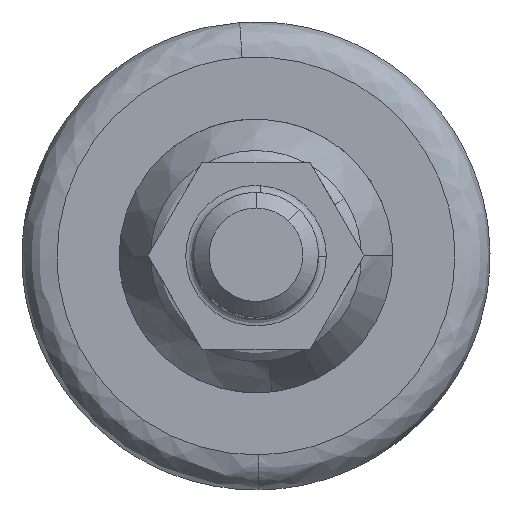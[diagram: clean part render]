
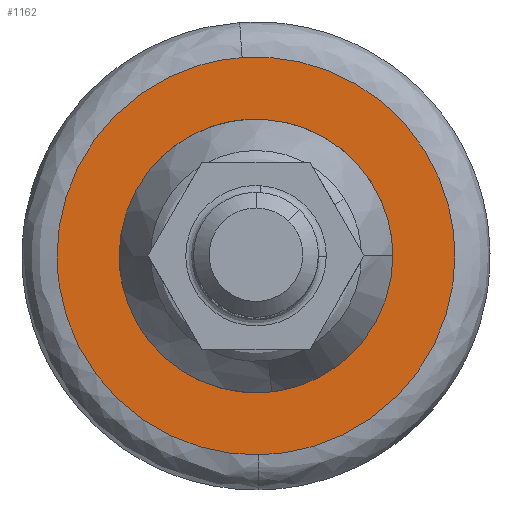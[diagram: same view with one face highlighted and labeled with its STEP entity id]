
A CAD part, top view. The second image highlights one B-rep face of the part: STEP entity #1162.
In plain terms, the highlighted free-form (B-spline) face has degree [1, 1] with [2, 2] control points.
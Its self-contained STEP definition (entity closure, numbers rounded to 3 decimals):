
#731=CARTESIAN_POINT('',(1.071,-17.512,9.0));
#732=VERTEX_POINT('',#731);
#738=CARTESIAN_POINT('',(17.545,0.0,9.0));
#739=VERTEX_POINT('',#738);
#740=CARTESIAN_POINT('',(17.545,0.0,9.0));
#741=CARTESIAN_POINT('',(17.545,-16.504,9.));
#742=CARTESIAN_POINT('',(1.071,-17.512,9.0));
#750=(BOUNDED_CURVE()B_SPLINE_CURVE(2,(#740,#741,#742),.UNSPECIFIED.,.F.,.U.)B_SPLINE_CURVE_WITH_KNOTS((3,3),(0.5,0.739),.UNSPECIFIED.)CURVE()GEOMETRIC_REPRESENTATION_ITEM()RATIONAL_B_SPLINE_CURVE((1.0,0.72,0.976))REPRESENTATION_ITEM(''));
#751=EDGE_CURVE('',#739,#732,#750,.T.);
#753=CARTESIAN_POINT('',(-2.071,17.422,9.0));
#754=VERTEX_POINT('',#753);
#755=CARTESIAN_POINT('',(-2.071,17.422,9.0));
#756=CARTESIAN_POINT('',(-1.039,17.545,9.));
#757=CARTESIAN_POINT('',(0.0,17.545,9.0));
#758=CARTESIAN_POINT('',(17.545,17.545,9.0));
#759=CARTESIAN_POINT('',(17.545,0.0,9.0));
#767=(BOUNDED_CURVE()B_SPLINE_CURVE(2,(#755,#756,#757,#758,#759),.UNSPECIFIED.,.F.,.U.)B_SPLINE_CURVE_WITH_KNOTS((3,2,3),(0.23,0.25,0.5),.UNSPECIFIED.)CURVE()GEOMETRIC_REPRESENTATION_ITEM()RATIONAL_B_SPLINE_CURVE((0.956,0.976,1.0,0.707,1.0))REPRESENTATION_ITEM(''));
#768=EDGE_CURVE('',#754,#739,#767,.T.);
#812=CARTESIAN_POINT('',(-17.545,0.0,9.0));
#813=VERTEX_POINT('',#812);
#814=CARTESIAN_POINT('',(-17.545,0.0,9.0));
#815=CARTESIAN_POINT('',(-17.545,15.583,9.0));
#816=CARTESIAN_POINT('',(-2.071,17.422,9.0));
#824=(BOUNDED_CURVE()B_SPLINE_CURVE(2,(#814,#815,#816),.UNSPECIFIED.,.F.,.U.)B_SPLINE_CURVE_WITH_KNOTS((3,3),(0.0,0.23),.UNSPECIFIED.)CURVE()GEOMETRIC_REPRESENTATION_ITEM()RATIONAL_B_SPLINE_CURVE((1.0,0.731,0.956))REPRESENTATION_ITEM(''));
#825=EDGE_CURVE('',#813,#754,#824,.T.);
#827=CARTESIAN_POINT('',(1.071,-17.512,9.0));
#828=CARTESIAN_POINT('',(0.536,-17.545,9.0));
#829=CARTESIAN_POINT('',(0.0,-17.545,9.0));
#830=CARTESIAN_POINT('',(-17.545,-17.545,9.0));
#831=CARTESIAN_POINT('',(-17.545,0.0,9.0));
#839=(BOUNDED_CURVE()B_SPLINE_CURVE(2,(#827,#828,#829,#830,#831),.UNSPECIFIED.,.F.,.U.)B_SPLINE_CURVE_WITH_KNOTS((3,2,3),(0.739,0.75,1.0),.UNSPECIFIED.)CURVE()GEOMETRIC_REPRESENTATION_ITEM()RATIONAL_B_SPLINE_CURVE((0.976,0.988,1.0,0.707,1.0))REPRESENTATION_ITEM(''));
#840=EDGE_CURVE('',#732,#813,#839,.T.);
#923=CARTESIAN_POINT('',(-1.778,25.438,9.));
#924=VERTEX_POINT('',#923);
#940=CARTESIAN_POINT('',(25.5,0.0,9.0));
#941=VERTEX_POINT('',#940);
#942=CARTESIAN_POINT('',(-1.778,25.438,9.));
#943=CARTESIAN_POINT('',(-0.89,25.5,9.0));
#944=CARTESIAN_POINT('',(0.0,25.5,9.0));
#945=CARTESIAN_POINT('',(25.5,25.5,9.));
#946=CARTESIAN_POINT('',(25.5,0.0,9.0));
#954=(BOUNDED_CURVE()B_SPLINE_CURVE(2,(#942,#943,#944,#945,#946),.UNSPECIFIED.,.F.,.U.)B_SPLINE_CURVE_WITH_KNOTS((3,2,3),(0.238,0.25,0.5),.UNSPECIFIED.)CURVE()GEOMETRIC_REPRESENTATION_ITEM()RATIONAL_B_SPLINE_CURVE((0.973,0.986,1.0,0.707,1.0))REPRESENTATION_ITEM(''));
#955=EDGE_CURVE('',#924,#941,#954,.T.);
#957=CARTESIAN_POINT('',(0.32,-25.498,9.));
#958=VERTEX_POINT('',#957);
#959=CARTESIAN_POINT('',(25.5,0.0,9.0));
#960=CARTESIAN_POINT('',(25.5,-25.182,9.));
#961=CARTESIAN_POINT('',(0.32,-25.498,9.));
#969=(BOUNDED_CURVE()B_SPLINE_CURVE(2,(#959,#960,#961),.UNSPECIFIED.,.F.,.U.)B_SPLINE_CURVE_WITH_KNOTS((3,3),(0.5,0.748),.UNSPECIFIED.)CURVE()GEOMETRIC_REPRESENTATION_ITEM()RATIONAL_B_SPLINE_CURVE((1.0,0.71,0.995))REPRESENTATION_ITEM(''));
#970=EDGE_CURVE('',#941,#958,#969,.T.);
#1069=CARTESIAN_POINT('',(-25.5,0.0,9.0));
#1070=VERTEX_POINT('',#1069);
#1071=CARTESIAN_POINT('',(0.32,-25.498,9.));
#1072=CARTESIAN_POINT('',(0.16,-25.5,9.0));
#1073=CARTESIAN_POINT('',(0.0,-25.5,9.0));
#1074=CARTESIAN_POINT('',(-25.5,-25.5,9.));
#1075=CARTESIAN_POINT('',(-25.5,0.0,9.0));
#1083=(BOUNDED_CURVE()B_SPLINE_CURVE(2,(#1071,#1072,#1073,#1074,#1075),.UNSPECIFIED.,.F.,.U.)B_SPLINE_CURVE_WITH_KNOTS((3,2,3),(0.748,0.75,1.0),.UNSPECIFIED.)CURVE()GEOMETRIC_REPRESENTATION_ITEM()RATIONAL_B_SPLINE_CURVE((0.995,0.997,1.0,0.707,1.0))REPRESENTATION_ITEM(''));
#1084=EDGE_CURVE('',#958,#1070,#1083,.T.);
#1086=CARTESIAN_POINT('',(-25.5,0.0,9.0));
#1087=CARTESIAN_POINT('',(-25.5,23.78,9.0));
#1088=CARTESIAN_POINT('',(-1.778,25.438,9.));
#1096=(BOUNDED_CURVE()B_SPLINE_CURVE(2,(#1086,#1087,#1088),.UNSPECIFIED.,.F.,.U.)B_SPLINE_CURVE_WITH_KNOTS((3,3),(0.0,0.238),.UNSPECIFIED.)CURVE()GEOMETRIC_REPRESENTATION_ITEM()RATIONAL_B_SPLINE_CURVE((1.0,0.721,0.973))REPRESENTATION_ITEM(''));
#1097=EDGE_CURVE('',#1070,#924,#1096,.T.);
#1145=CARTESIAN_POINT('',(28.047,-28.045,9.0));
#1146=CARTESIAN_POINT('',(-28.047,-28.045,9.0));
#1147=CARTESIAN_POINT('',(28.047,28.044,9.0));
#1148=CARTESIAN_POINT('',(-28.047,28.044,9.0));
#1149=B_SPLINE_SURFACE_WITH_KNOTS('',1,1,((#1145,#1147),(#1146,#1148)),.UNSPECIFIED.,.F.,.F.,.U.,(2,2),(2,2),(0.0,56.095),(0.0,56.089),.UNSPECIFIED.);
#1150=ORIENTED_EDGE('',*,*,#1084,.F.);
#1151=ORIENTED_EDGE('',*,*,#970,.F.);
#1152=ORIENTED_EDGE('',*,*,#955,.F.);
#1153=ORIENTED_EDGE('',*,*,#1097,.F.);
#1154=EDGE_LOOP('',(#1150,#1151,#1152,#1153));
#1155=FACE_OUTER_BOUND('',#1154,.T.);
#1156=ORIENTED_EDGE('',*,*,#751,.T.);
#1157=ORIENTED_EDGE('',*,*,#840,.T.);
#1158=ORIENTED_EDGE('',*,*,#825,.T.);
#1159=ORIENTED_EDGE('',*,*,#768,.T.);
#1160=EDGE_LOOP('',(#1156,#1157,#1158,#1159));
#1161=FACE_BOUND('',#1160,.T.);
#1162=ADVANCED_FACE('',(#1155,#1161),#1149,.F.);
